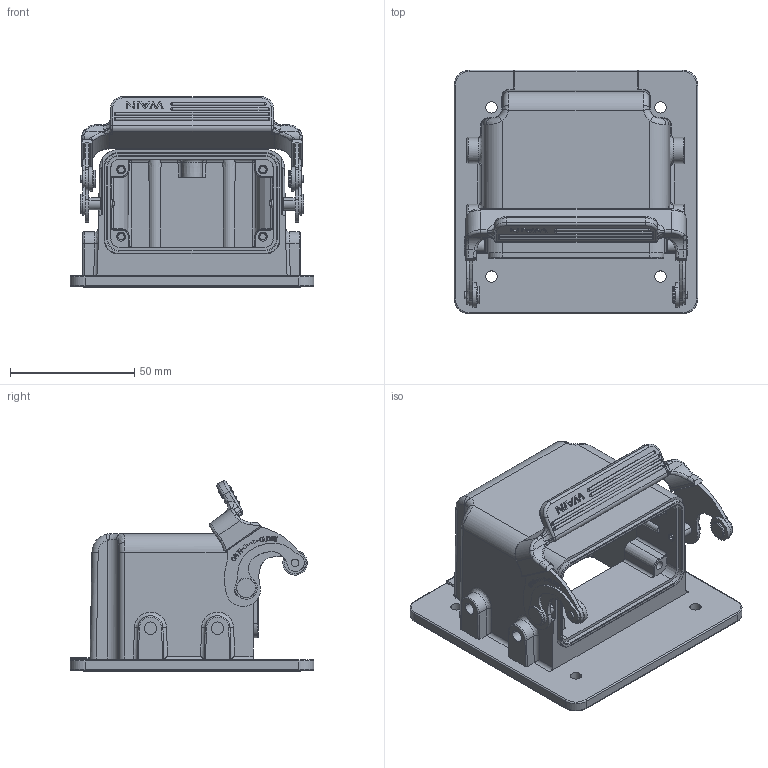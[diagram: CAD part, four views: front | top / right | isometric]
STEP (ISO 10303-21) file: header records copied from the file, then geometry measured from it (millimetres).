
FILE_DESCRIPTION((''),'2;1');
FILE_NAME('1','2017-04-12T',('dm.li'),(''),'PRO/ENGINEER BY PARAMETRIC TECHNOLOGY CORPORATION, 2012480','PRO/ENGINEER BY PARAMETRIC TECHNOLOGY CORPORATION, 2012480','');
FILE_SCHEMA(('AUTOMOTIVE_DESIGN { 1 0 10303 214 1 1 1 1 }'));
Products named in the file (1): 1
Bounding box: 98 x 98 x 76.7 mm (x, y, z)
Volume: 110885.9 mm3; surface area: 57491.8 mm2
Topology: 1 solids, 23 shells, 1525 faces, 4054 edges, 2603 vertices
Faces by surface type: plane 549, cylinder 374, extrusion 296, torus 118, cone 93, bspline 65, sphere 30
Entity records: 56339 total; most frequent: CARTESIAN_POINT 16395, ORIENTED_EDGE 7977, DIRECTION 6690, EDGE_CURVE 4007, VERTEX_POINT 2603, VECTOR 2310, AXIS2_PLACEMENT_3D 2190, LINE 2014
